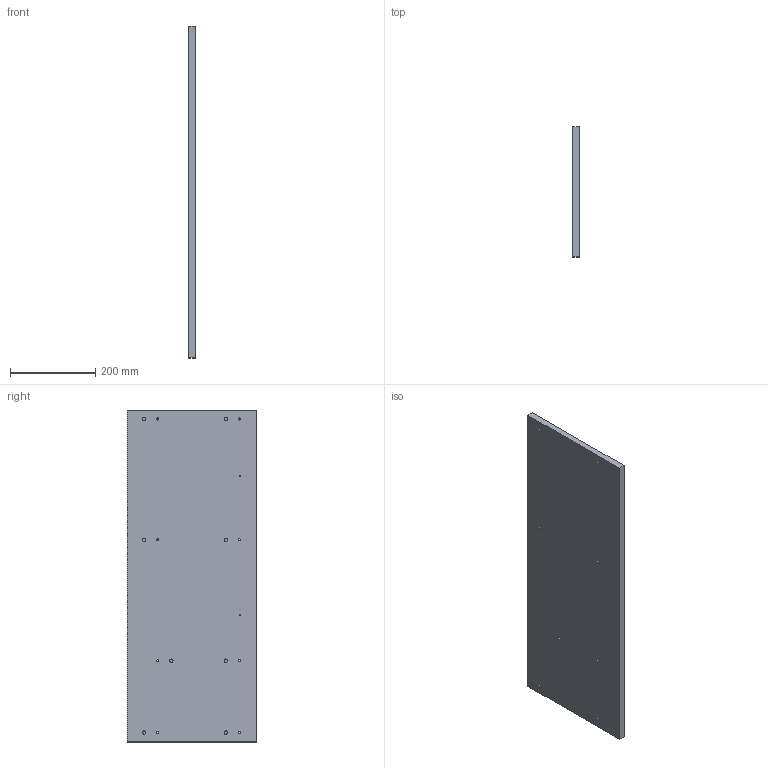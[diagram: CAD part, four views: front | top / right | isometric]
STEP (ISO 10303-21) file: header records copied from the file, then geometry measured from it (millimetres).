
FILE_DESCRIPTION(('STEP AP214'),'1');
FILE_NAME('02_Lateral_Direita.step','2026-01-05T18:51:06',(' '),(' '),'Spatial InterOp 3D',' ',' ');
FILE_SCHEMA(('AUTOMOTIVE_DESIGN { 1 0 10303 214 1 1 1 1 }'));
Length unit declared in the file: millimetre
Products named in the file (1): LATERAL DIREITA
Bounding box: 15 x 305 x 780 mm (x, y, z)
Volume: 3561853.7 mm3; surface area: 544751.6 mm2
Topology: 3 solids, 3 shells, 46 faces, 98 edges, 68 vertices
Faces by surface type: plane 28, cylinder 18
Full cylindrical faces by diameter (mm): 2.5 x2, 5 x8, 8 x8
Entity records: 1524 total; most frequent: DIRECTION 206, CARTESIAN_POINT 181, ORIENTED_EDGE 144, EDGE_LOOP 90, AXIS2_PLACEMENT_3D 85, EDGE_CURVE 72, FACE_OUTER_BOUND 64, VERTEX_POINT 60
